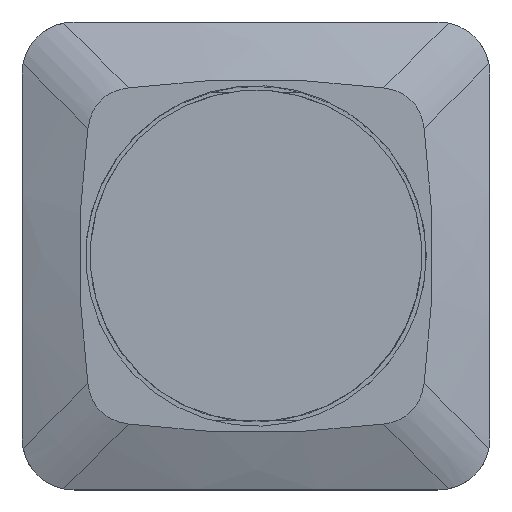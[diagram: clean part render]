
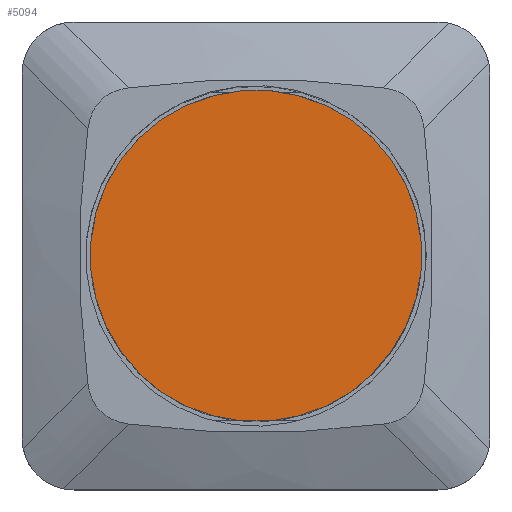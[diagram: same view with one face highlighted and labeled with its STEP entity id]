
A CAD part, top view. The second image highlights one B-rep face of the part: STEP entity #5094.
In plain terms, the highlighted face is planar.
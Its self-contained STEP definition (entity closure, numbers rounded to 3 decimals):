
#5062=CARTESIAN_POINT('',(6.375,0.,0.0));
#5063=VERTEX_POINT('',#5062);
#5064=CARTESIAN_POINT('',(0.0,0.0,0.0));
#5065=DIRECTION('',(0.0,0.0,-1.0));
#5066=DIRECTION('',(-1.0,0.0,0.0));
#5067=AXIS2_PLACEMENT_3D('',#5064,#5065,#5066);
#5068=CIRCLE('',#5067,6.375);
#5069=EDGE_CURVE('',#5063,#5063,#5068,.T.);
#5086=CARTESIAN_POINT('',(0.0,0.0,0.0));
#5087=DIRECTION('',(0.0,0.0,-1.0));
#5088=DIRECTION('',(-1.0,0.0,0.0));
#5089=AXIS2_PLACEMENT_3D('',#5086,#5087,#5088);
#5090=PLANE('',#5089);
#5091=ORIENTED_EDGE('',*,*,#5069,.T.);
#5092=EDGE_LOOP('',(#5091));
#5093=FACE_OUTER_BOUND('',#5092,.T.);
#5094=ADVANCED_FACE('',(#5093),#5090,.T.);
